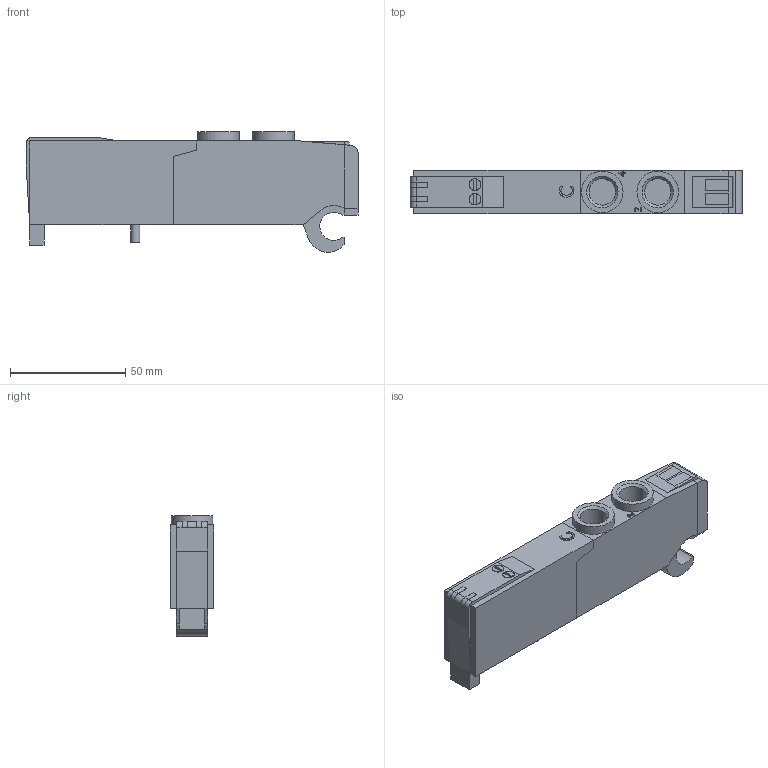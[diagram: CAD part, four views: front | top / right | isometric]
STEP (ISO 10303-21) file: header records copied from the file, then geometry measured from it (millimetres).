
FILE_DESCRIPTION((''),'2;1');
FILE_NAME('2531_52_00_35_02.stp','2009-04-16T15:37:16',('brembcl1'),(''),'Autodesk Inventor 2009','Autodesk Inventor 2009','');
FILE_SCHEMA(('AUTOMOTIVE_DESIGN { 1 0 10303 214 1 1 1 1 }'));
Length unit declared in the file: millimetre
Products named in the file (1): 2531_52_00_35_02
Bounding box: 143.8 x 18.8 x 52.22 mm (x, y, z)
Volume: 98367.9 mm3; surface area: 19239.6 mm2
Topology: 1 solids, 1 shells, 147 faces, 380 edges, 246 vertices
Faces by surface type: plane 94, bspline 39, cylinder 14
Full cylindrical faces by diameter (mm): 4 x1, 5 x2, 18 x2
Entity records: 4797 total; most frequent: CARTESIAN_POINT 1264, ORIENTED_EDGE 742, DIRECTION 577, EDGE_CURVE 371, VECTOR 275, LINE 275, VERTEX_POINT 246, EDGE_LOOP 167
